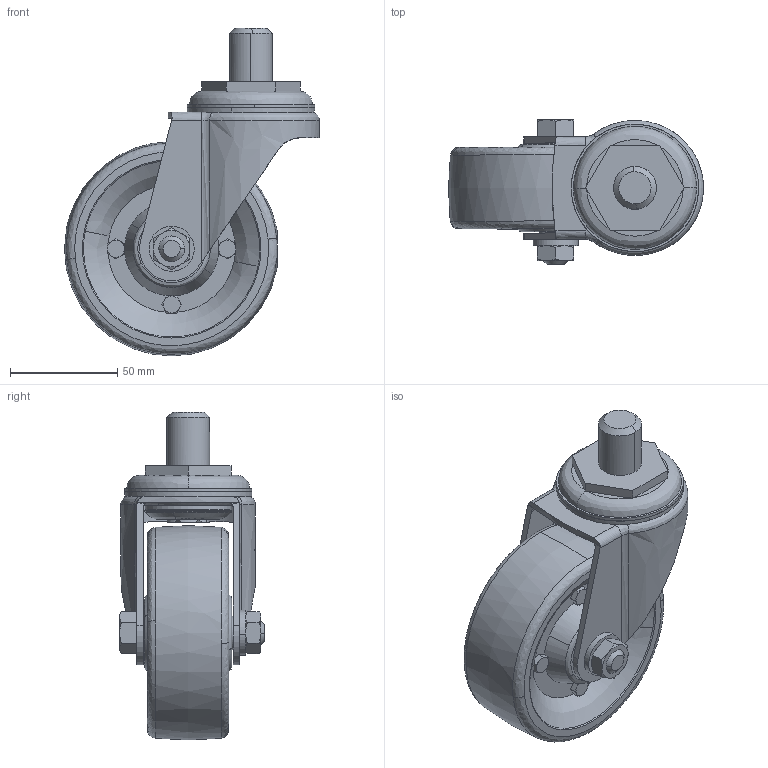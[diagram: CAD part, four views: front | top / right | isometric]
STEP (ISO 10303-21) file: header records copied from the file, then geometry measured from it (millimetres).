
FILE_DESCRIPTION((''),'2;1');
FILE_NAME('','2009-03-19T14:51:50',(''),(''),'','CADfix','');
FILE_SCHEMA(('AUTOMOTIVE_DESIGN { 1 0 10303 214 1 1 1 1 }'));
Length unit declared in the file: millimetre
Bounding box: 119 x 67.4 x 153 mm (x, y, z)
Volume: 329714.1 mm3; surface area: 67376.5 mm2
Topology: 4 solids, 4 shells, 312 faces, 926 edges, 643 vertices
Faces by surface type: bspline 312
Entity records: 14140 total; most frequent: CARTESIAN_POINT 9045, ORIENTED_EDGE 1852, EDGE_CURVE 926, VERTEX_POINT 643, EDGE_LOOP 341, FACE_OUTER_BOUND 312, ADVANCED_FACE 312, QUASI_UNIFORM_CURVE 288
